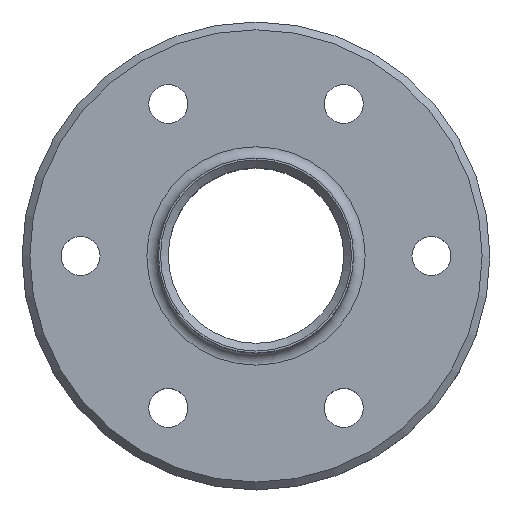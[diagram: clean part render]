
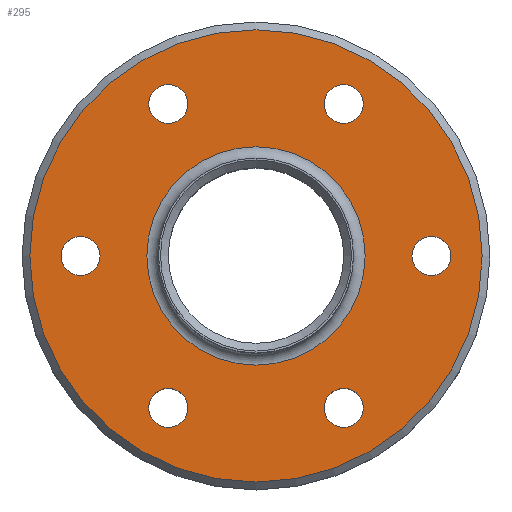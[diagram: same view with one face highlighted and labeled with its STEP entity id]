
A CAD part, top view. The second image highlights one B-rep face of the part: STEP entity #295.
In plain terms, the highlighted planar face has unit normal (0, 0, 1).
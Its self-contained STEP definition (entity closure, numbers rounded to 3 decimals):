
#15=FACE_BOUND('',#62,.T.);
#16=FACE_BOUND('',#63,.T.);
#17=FACE_BOUND('',#64,.T.);
#18=FACE_BOUND('',#65,.T.);
#19=FACE_BOUND('',#66,.T.);
#20=FACE_BOUND('',#67,.T.);
#21=FACE_BOUND('',#68,.T.);
#30=PLANE('',#329);
#44=FACE_OUTER_BOUND('',#61,.T.);
#61=EDGE_LOOP('',(#212));
#62=EDGE_LOOP('',(#213));
#63=EDGE_LOOP('',(#214));
#64=EDGE_LOOP('',(#215));
#65=EDGE_LOOP('',(#216));
#66=EDGE_LOOP('',(#217));
#67=EDGE_LOOP('',(#218));
#68=EDGE_LOOP('',(#219));
#117=CIRCLE('',#325,58.);
#120=CIRCLE('',#330,28.);
#121=CIRCLE('',#331,5.);
#122=CIRCLE('',#332,5.);
#123=CIRCLE('',#333,5.);
#124=CIRCLE('',#334,5.);
#125=CIRCLE('',#335,5.);
#126=CIRCLE('',#336,5.);
#142=VERTEX_POINT('',#467);
#145=VERTEX_POINT('',#477);
#146=VERTEX_POINT('',#479);
#147=VERTEX_POINT('',#481);
#148=VERTEX_POINT('',#483);
#149=VERTEX_POINT('',#485);
#150=VERTEX_POINT('',#487);
#151=VERTEX_POINT('',#489);
#166=EDGE_CURVE('',#142,#142,#117,.T.);
#171=EDGE_CURVE('',#145,#145,#120,.T.);
#172=EDGE_CURVE('',#146,#146,#121,.T.);
#173=EDGE_CURVE('',#147,#147,#122,.T.);
#174=EDGE_CURVE('',#148,#148,#123,.T.);
#175=EDGE_CURVE('',#149,#149,#124,.T.);
#176=EDGE_CURVE('',#150,#150,#125,.T.);
#177=EDGE_CURVE('',#151,#151,#126,.T.);
#212=ORIENTED_EDGE('',*,*,#166,.F.);
#213=ORIENTED_EDGE('',*,*,#171,.F.);
#214=ORIENTED_EDGE('',*,*,#172,.T.);
#215=ORIENTED_EDGE('',*,*,#173,.T.);
#216=ORIENTED_EDGE('',*,*,#174,.T.);
#217=ORIENTED_EDGE('',*,*,#175,.T.);
#218=ORIENTED_EDGE('',*,*,#176,.T.);
#219=ORIENTED_EDGE('',*,*,#177,.T.);
#295=ADVANCED_FACE('',(#44,#15,#16,#17,#18,#19,#20,#21),#30,.T.);
#325=AXIS2_PLACEMENT_3D('',#468,#370,#371);
#329=AXIS2_PLACEMENT_3D('',#476,#380,#381);
#330=AXIS2_PLACEMENT_3D('',#478,#382,#383);
#331=AXIS2_PLACEMENT_3D('',#480,#384,#385);
#332=AXIS2_PLACEMENT_3D('',#482,#386,#387);
#333=AXIS2_PLACEMENT_3D('',#484,#388,#389);
#334=AXIS2_PLACEMENT_3D('',#486,#390,#391);
#335=AXIS2_PLACEMENT_3D('',#488,#392,#393);
#336=AXIS2_PLACEMENT_3D('',#490,#394,#395);
#370=DIRECTION('center_axis',(0.,0.,-1.));
#371=DIRECTION('ref_axis',(1.,0.,0.));
#380=DIRECTION('center_axis',(0.,0.,1.));
#381=DIRECTION('ref_axis',(1.,0.,0.));
#382=DIRECTION('center_axis',(0.,0.,1.));
#383=DIRECTION('ref_axis',(1.,0.,0.));
#384=DIRECTION('center_axis',(0.,0.,-1.));
#385=DIRECTION('ref_axis',(1.,0.,0.));
#386=DIRECTION('center_axis',(0.,0.,-1.));
#387=DIRECTION('ref_axis',(1.,0.,0.));
#388=DIRECTION('center_axis',(0.,0.,-1.));
#389=DIRECTION('ref_axis',(1.,0.,0.));
#390=DIRECTION('center_axis',(0.,0.,-1.));
#391=DIRECTION('ref_axis',(1.,0.,0.));
#392=DIRECTION('center_axis',(0.,0.,-1.));
#393=DIRECTION('ref_axis',(1.,0.,0.));
#394=DIRECTION('center_axis',(0.,0.,-1.));
#395=DIRECTION('ref_axis',(1.,0.,0.));
#467=CARTESIAN_POINT('',(-58.,0.,20.));
#468=CARTESIAN_POINT('Origin',(0.,0.,20.));
#476=CARTESIAN_POINT('Origin',(0.,0.,20.));
#477=CARTESIAN_POINT('',(28.,0.,20.));
#478=CARTESIAN_POINT('Origin',(0.,0.,20.));
#479=CARTESIAN_POINT('',(40.,0.,20.));
#480=CARTESIAN_POINT('Origin',(45.,0.,20.));
#481=CARTESIAN_POINT('',(17.5,38.971,20.));
#482=CARTESIAN_POINT('Origin',(22.5,38.971,20.));
#483=CARTESIAN_POINT('',(-50.,0.,20.));
#484=CARTESIAN_POINT('Origin',(-45.,0.,20.));
#485=CARTESIAN_POINT('',(17.5,-38.971,20.));
#486=CARTESIAN_POINT('Origin',(22.5,-38.971,20.));
#487=CARTESIAN_POINT('',(-27.5,38.971,20.));
#488=CARTESIAN_POINT('Origin',(-22.5,38.971,20.));
#489=CARTESIAN_POINT('',(-27.5,-38.971,20.));
#490=CARTESIAN_POINT('Origin',(-22.5,-38.971,20.));
